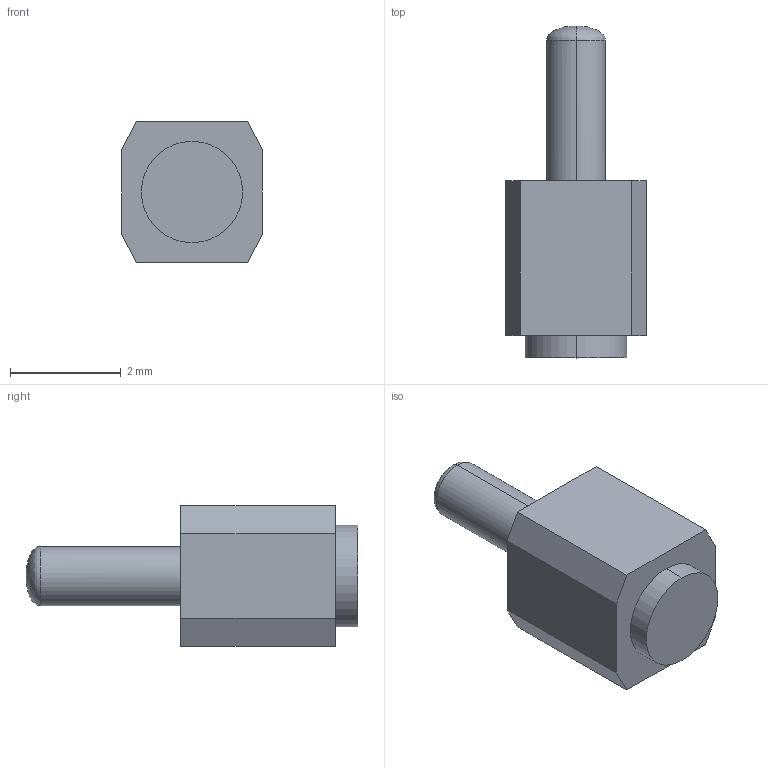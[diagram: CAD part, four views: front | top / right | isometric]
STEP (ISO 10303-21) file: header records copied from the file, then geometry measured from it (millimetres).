
FILE_DESCRIPTION (( 'STEP AP214' ), '1' );
FILE_NAME ('811-22-001-30-004101.STEP', '2022-05-11T04:25:47', ( '' ), ( '' ), 'SwSTEP 2.0', 'SolidWorks 2017', '' );
FILE_SCHEMA (( 'AUTOMOTIVE_DESIGN' ));
Length unit declared in the file: inch
Products named in the file (3): 811-22-001-30-004101; 811-22-xxx_001; pin^811-22-xxx ASS
Assembly tree (2 placements, depth 2):
  811-22-001-30-004101
    811-22-xxx_001
    pin^811-22-xxx ASS
Bounding box: 2.54 x 5.99 x 2.54 mm (x, y, z)
Volume: 20.8 mm3; surface area: 71.9 mm2
Topology: 2 solids, 2 shells, 21 faces, 46 edges, 30 vertices
Faces by surface type: plane 13, cylinder 6, bspline 2
Entity records: 914 total; most frequent: CARTESIAN_POINT 336, DIRECTION 98, ORIENTED_EDGE 92, EDGE_CURVE 46, AXIS2_PLACEMENT_3D 34, VECTOR 30, VERTEX_POINT 30, LINE 30
